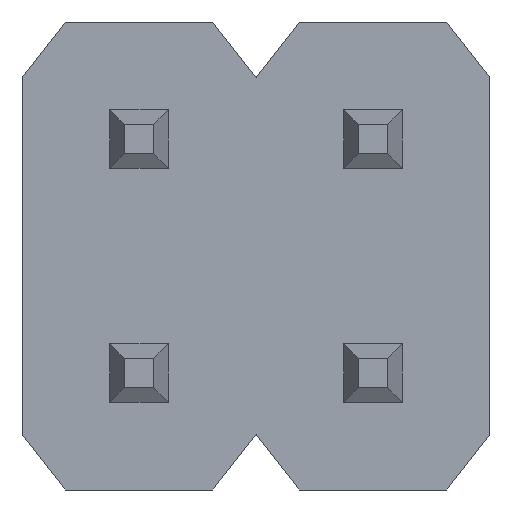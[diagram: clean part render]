
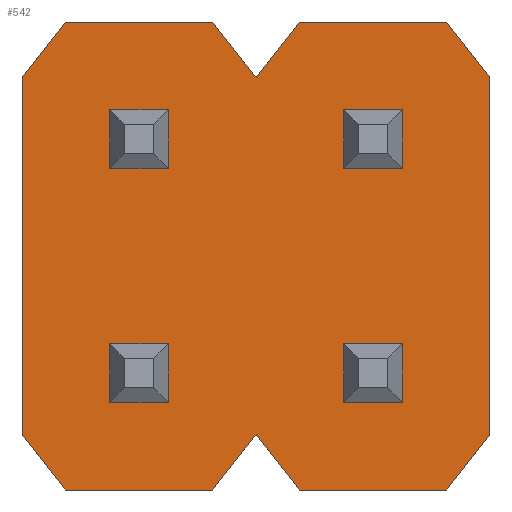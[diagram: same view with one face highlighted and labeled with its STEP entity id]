
A CAD part, front view. The second image highlights one B-rep face of the part: STEP entity #542.
In plain terms, the highlighted planar face has unit normal (0, -1, 0).
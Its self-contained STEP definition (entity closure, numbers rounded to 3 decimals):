
#538=VERTEX_POINT('',#1533);
#542=ADVANCED_FACE('',(#1538,#1539,#1540,#1541,#1542),#1543,.T.);
#562=VERTEX_POINT('',#1564);
#590=EDGE_CURVE('',#788,#1124,#1595,.T.);
#630=EDGE_CURVE('',#562,#1448,#1640,.T.);
#660=EDGE_CURVE('',#1414,#964,#1675,.T.);
#662=VERTEX_POINT('',#1677);
#670=EDGE_CURVE('',#964,#996,#1686,.T.);
#672=EDGE_CURVE('',#1236,#1120,#1688,.T.);
#676=VERTEX_POINT('',#1693);
#686=VERTEX_POINT('',#1704);
#688=EDGE_CURVE('',#1350,#1188,#1706,.T.);
#742=EDGE_CURVE('',#1242,#756,#1764,.T.);
#756=VERTEX_POINT('',#1779);
#766=EDGE_CURVE('',#1130,#1440,#1791,.T.);
#768=VERTEX_POINT('',#1793);
#788=VERTEX_POINT('',#1815);
#790=VERTEX_POINT('',#1817);
#796=EDGE_CURVE('',#538,#788,#1823,.T.);
#820=VERTEX_POINT('',#1850);
#836=EDGE_CURVE('',#1188,#1002,#1866,.T.);
#838=EDGE_CURVE('',#768,#790,#1868,.T.);
#856=EDGE_CURVE('',#756,#538,#1891,.T.);
#858=EDGE_CURVE('',#1124,#1414,#1893,.T.);
#880=EDGE_CURVE('',#940,#1214,#1915,.T.);
#882=EDGE_CURVE('',#1448,#676,#1917,.T.);
#902=EDGE_CURVE('',#676,#820,#1937,.T.);
#914=EDGE_CURVE('',#996,#1130,#1949,.T.);
#934=EDGE_CURVE('',#1190,#1236,#1971,.T.);
#940=VERTEX_POINT('',#1977);
#948=VERTEX_POINT('',#1985);
#964=VERTEX_POINT('',#2003);
#968=EDGE_CURVE('',#686,#1350,#2008,.T.);
#996=VERTEX_POINT('',#2038);
#1002=VERTEX_POINT('',#2044);
#1028=EDGE_CURVE('',#1280,#1298,#2077,.T.);
#1072=EDGE_CURVE('',#662,#1182,#2126,.T.);
#1120=VERTEX_POINT('',#2176);
#1124=VERTEX_POINT('',#2180);
#1130=VERTEX_POINT('',#2188);
#1178=EDGE_CURVE('',#820,#562,#2241,.T.);
#1182=VERTEX_POINT('',#2246);
#1188=VERTEX_POINT('',#2253);
#1190=VERTEX_POINT('',#2255);
#1198=EDGE_CURVE('',#1214,#1280,#2265,.T.);
#1204=EDGE_CURVE('',#1120,#1242,#2272,.T.);
#1214=VERTEX_POINT('',#2283);
#1236=VERTEX_POINT('',#2308);
#1242=VERTEX_POINT('',#2315);
#1254=EDGE_CURVE('',#1440,#948,#2328,.T.);
#1280=VERTEX_POINT('',#2356);
#1298=VERTEX_POINT('',#2376);
#1324=EDGE_CURVE('',#1002,#686,#2407,.T.);
#1344=EDGE_CURVE('',#948,#1190,#2429,.T.);
#1350=VERTEX_POINT('',#2436);
#1366=EDGE_CURVE('',#1182,#768,#2452,.T.);
#1414=VERTEX_POINT('',#2504);
#1440=VERTEX_POINT('',#2534);
#1442=EDGE_CURVE('',#790,#662,#2536,.T.);
#1448=VERTEX_POINT('',#2543);
#1452=EDGE_CURVE('',#1298,#940,#2547,.T.);
#1533=CARTESIAN_POINT('',(2.07,-2.5,2.54));
#1538=FACE_BOUND('',#2637,.T.);
#1539=FACE_BOUND('',#2638,.T.);
#1540=FACE_BOUND('',#2639,.T.);
#1541=FACE_BOUND('',#2640,.T.);
#1542=FACE_OUTER_BOUND('',#2641,.T.);
#1543=PLANE('',#2642);
#1564=CARTESIAN_POINT('',(-1.59,-2.5,0.95));
#1595=LINE('',#2713,#2714);
#1640=LINE('',#2786,#2787);
#1675=LINE('',#2835,#2836);
#1677=CARTESIAN_POINT('',(0.95,-2.5,0.95));
#1686=LINE('',#2852,#2853);
#1688=LINE('',#2856,#2857);
#1693=CARTESIAN_POINT('',(-0.95,-2.5,1.59));
#1704=CARTESIAN_POINT('',(-0.95,-2.5,-0.95));
#1706=LINE('',#2882,#2883);
#1764=LINE('',#2970,#2971);
#1779=CARTESIAN_POINT('',(0.47,-2.5,2.54));
#1791=LINE('',#3009,#3010);
#1793=CARTESIAN_POINT('',(1.59,-2.5,1.59));
#1815=CARTESIAN_POINT('',(2.54,-2.5,1.94));
#1817=CARTESIAN_POINT('',(1.59,-2.5,0.95));
#1823=LINE('',#3053,#3054);
#1850=CARTESIAN_POINT('',(-0.95,-2.5,0.95));
#1866=LINE('',#3116,#3117);
#1868=LINE('',#3120,#3121);
#1891=LINE('',#3155,#3156);
#1893=LINE('',#3159,#3160);
#1915=LINE('',#3193,#3194);
#1917=LINE('',#3197,#3198);
#1937=LINE('',#3227,#3228);
#1949=LINE('',#3251,#3252);
#1971=LINE('',#3285,#3286);
#1977=CARTESIAN_POINT('',(0.95,-2.5,-1.59));
#1985=CARTESIAN_POINT('',(-2.54,-2.5,-1.94));
#2003=CARTESIAN_POINT('',(0.47,-2.5,-2.54));
#2008=LINE('',#3336,#3337);
#2038=CARTESIAN_POINT('',(0.0,-2.5,-1.94));
#2044=CARTESIAN_POINT('',(-1.59,-2.5,-0.95));
#2077=LINE('',#3427,#3428);
#2126=LINE('',#3500,#3501);
#2176=CARTESIAN_POINT('',(-0.47,-2.5,2.54));
#2180=CARTESIAN_POINT('',(2.54,-2.5,-1.94));
#2188=CARTESIAN_POINT('',(-0.47,-2.5,-2.54));
#2241=LINE('',#3663,#3664);
#2246=CARTESIAN_POINT('',(0.95,-2.5,1.59));
#2253=CARTESIAN_POINT('',(-1.59,-2.5,-1.59));
#2255=CARTESIAN_POINT('',(-2.54,-2.5,1.94));
#2265=LINE('',#3689,#3690);
#2272=LINE('',#3700,#3701);
#2283=CARTESIAN_POINT('',(0.95,-2.5,-0.95));
#2308=CARTESIAN_POINT('',(-2.07,-2.5,2.54));
#2315=CARTESIAN_POINT('',(0.0,-2.5,1.94));
#2328=LINE('',#3776,#3777);
#2356=CARTESIAN_POINT('',(1.59,-2.5,-0.95));
#2376=CARTESIAN_POINT('',(1.59,-2.5,-1.59));
#2407=LINE('',#3887,#3888);
#2429=LINE('',#3923,#3924);
#2436=CARTESIAN_POINT('',(-0.95,-2.5,-1.59));
#2452=LINE('',#3958,#3959);
#2504=CARTESIAN_POINT('',(2.07,-2.5,-2.54));
#2534=CARTESIAN_POINT('',(-2.07,-2.5,-2.54));
#2536=LINE('',#4080,#4081);
#2543=CARTESIAN_POINT('',(-1.59,-2.5,1.59));
#2547=LINE('',#4095,#4096);
#2637=EDGE_LOOP('',(#4205,#4206,#4207,#4208));
#2638=EDGE_LOOP('',(#4209,#4210,#4211,#4212));
#2639=EDGE_LOOP('',(#4213,#4214,#4215,#4216));
#2640=EDGE_LOOP('',(#4217,#4218,#4219,#4220));
#2641=EDGE_LOOP('',(#4221,#4222,#4223,#4224,#4225,#4226,#4227,#4228,#4229,#4230,#4231,#4232,#4233,#4234));
#2642=AXIS2_PLACEMENT_3D('',#4235,#4236,#4237);
#2713=CARTESIAN_POINT('',(2.54,-2.5,-1.94));
#2714=VECTOR('',#4279,1.0);
#2786=CARTESIAN_POINT('',(-1.59,-2.5,0.635));
#2787=VECTOR('',#4333,1.0);
#2835=CARTESIAN_POINT('',(0.47,-2.5,-2.54));
#2836=VECTOR('',#4382,1.0);
#2852=CARTESIAN_POINT('',(0.0,-2.5,-1.94));
#2853=VECTOR('',#4393,1.0);
#2856=CARTESIAN_POINT('',(-0.47,-2.5,2.54));
#2857=VECTOR('',#4394,1.0);
#2882=CARTESIAN_POINT('',(-1.43,-2.5,-1.59));
#2883=VECTOR('',#4415,1.0);
#2970=CARTESIAN_POINT('',(0.47,-2.5,2.54));
#2971=VECTOR('',#4462,1.0);
#3009=CARTESIAN_POINT('',(-2.07,-2.5,-2.54));
#3010=VECTOR('',#4493,1.0);
#3053=CARTESIAN_POINT('',(2.54,-2.5,1.94));
#3054=VECTOR('',#4515,1.0);
#3116=CARTESIAN_POINT('',(-1.59,-2.5,-0.635));
#3117=VECTOR('',#4549,1.0);
#3120=CARTESIAN_POINT('',(1.59,-2.5,0.635));
#3121=VECTOR('',#4550,1.0);
#3155=CARTESIAN_POINT('',(2.07,-2.5,2.54));
#3156=VECTOR('',#4580,1.0);
#3159=CARTESIAN_POINT('',(2.07,-2.5,-2.54));
#3160=VECTOR('',#4581,1.0);
#3193=CARTESIAN_POINT('',(0.95,-2.5,-0.635));
#3194=VECTOR('',#4587,1.0);
#3197=CARTESIAN_POINT('',(-1.43,-2.5,1.59));
#3198=VECTOR('',#4588,1.0);
#3227=CARTESIAN_POINT('',(-0.95,-2.5,0.635));
#3228=VECTOR('',#4593,1.0);
#3251=CARTESIAN_POINT('',(-0.47,-2.5,-2.54));
#3252=VECTOR('',#4599,1.0);
#3285=CARTESIAN_POINT('',(-2.07,-2.5,2.54));
#3286=VECTOR('',#4621,1.0);
#3336=CARTESIAN_POINT('',(-0.95,-2.5,-0.635));
#3337=VECTOR('',#4652,1.0);
#3427=CARTESIAN_POINT('',(1.59,-2.5,-0.635));
#3428=VECTOR('',#4742,1.0);
#3500=CARTESIAN_POINT('',(0.95,-2.5,0.635));
#3501=VECTOR('',#4795,1.0);
#3663=CARTESIAN_POINT('',(-1.43,-2.5,0.95));
#3664=VECTOR('',#4897,1.0);
#3689=CARTESIAN_POINT('',(-0.16,-2.5,-0.95));
#3690=VECTOR('',#4940,1.0);
#3700=CARTESIAN_POINT('',(0.0,-2.5,1.94));
#3701=VECTOR('',#4950,1.0);
#3776=CARTESIAN_POINT('',(-2.54,-2.5,-1.94));
#3777=VECTOR('',#5009,1.0);
#3887=CARTESIAN_POINT('',(-1.43,-2.5,-0.95));
#3888=VECTOR('',#5099,1.0);
#3923=CARTESIAN_POINT('',(-2.54,-2.5,1.94));
#3924=VECTOR('',#5123,1.0);
#3958=CARTESIAN_POINT('',(-0.16,-2.5,1.59));
#3959=VECTOR('',#5137,1.0);
#4080=CARTESIAN_POINT('',(-0.16,-2.5,0.95));
#4081=VECTOR('',#5221,1.0);
#4095=CARTESIAN_POINT('',(-0.16,-2.5,-1.59));
#4096=VECTOR('',#5232,1.0);
#4205=ORIENTED_EDGE('',*,*,#1072,.T.);
#4206=ORIENTED_EDGE('',*,*,#1366,.T.);
#4207=ORIENTED_EDGE('',*,*,#838,.T.);
#4208=ORIENTED_EDGE('',*,*,#1442,.T.);
#4209=ORIENTED_EDGE('',*,*,#630,.T.);
#4210=ORIENTED_EDGE('',*,*,#882,.T.);
#4211=ORIENTED_EDGE('',*,*,#902,.T.);
#4212=ORIENTED_EDGE('',*,*,#1178,.T.);
#4213=ORIENTED_EDGE('',*,*,#880,.T.);
#4214=ORIENTED_EDGE('',*,*,#1198,.T.);
#4215=ORIENTED_EDGE('',*,*,#1028,.T.);
#4216=ORIENTED_EDGE('',*,*,#1452,.T.);
#4217=ORIENTED_EDGE('',*,*,#836,.T.);
#4218=ORIENTED_EDGE('',*,*,#1324,.T.);
#4219=ORIENTED_EDGE('',*,*,#968,.T.);
#4220=ORIENTED_EDGE('',*,*,#688,.T.);
#4221=ORIENTED_EDGE('',*,*,#1204,.F.);
#4222=ORIENTED_EDGE('',*,*,#672,.F.);
#4223=ORIENTED_EDGE('',*,*,#934,.F.);
#4224=ORIENTED_EDGE('',*,*,#1344,.F.);
#4225=ORIENTED_EDGE('',*,*,#1254,.F.);
#4226=ORIENTED_EDGE('',*,*,#766,.F.);
#4227=ORIENTED_EDGE('',*,*,#914,.F.);
#4228=ORIENTED_EDGE('',*,*,#670,.F.);
#4229=ORIENTED_EDGE('',*,*,#660,.F.);
#4230=ORIENTED_EDGE('',*,*,#858,.F.);
#4231=ORIENTED_EDGE('',*,*,#590,.F.);
#4232=ORIENTED_EDGE('',*,*,#796,.F.);
#4233=ORIENTED_EDGE('',*,*,#856,.F.);
#4234=ORIENTED_EDGE('',*,*,#742,.F.);
#4235=CARTESIAN_POINT('',(-1.27,-2.5,0.));
#4236=DIRECTION('',(0.0,-1.0,0.));
#4237=DIRECTION('',(1.0,0.0,0.0));
#4279=DIRECTION('',(0.0,0.,-1.0));
#4333=DIRECTION('',(0.0,0.,1.0));
#4382=DIRECTION('',(-1.0,0.0,0.0));
#4393=DIRECTION('',(-0.617,0.,0.787));
#4394=DIRECTION('',(1.0,0.0,0.0));
#4415=DIRECTION('',(-1.0,0.0,0.0));
#4462=DIRECTION('',(0.617,0.,0.787));
#4493=DIRECTION('',(-1.0,0.0,0.0));
#4515=DIRECTION('',(0.617,0.,-0.787));
#4549=DIRECTION('',(0.0,0.,1.0));
#4550=DIRECTION('',(0.0,0.,-1.0));
#4580=DIRECTION('',(1.0,0.0,0.0));
#4581=DIRECTION('',(-0.617,0.,-0.787));
#4587=DIRECTION('',(0.0,0.,1.0));
#4588=DIRECTION('',(1.0,0.,0.));
#4593=DIRECTION('',(0.0,0.,-1.0));
#4599=DIRECTION('',(-0.617,0.,-0.787));
#4621=DIRECTION('',(0.617,0.,0.787));
#4652=DIRECTION('',(0.0,0.,-1.0));
#4742=DIRECTION('',(0.0,0.,-1.0));
#4795=DIRECTION('',(0.0,0.,1.0));
#4897=DIRECTION('',(-1.0,0.0,0.0));
#4940=DIRECTION('',(1.0,0.,0.));
#4950=DIRECTION('',(0.617,0.,-0.787));
#5009=DIRECTION('',(-0.617,0.,0.787));
#5099=DIRECTION('',(1.0,0.,0.));
#5123=DIRECTION('',(0.0,0.,1.0));
#5137=DIRECTION('',(1.0,0.,0.));
#5221=DIRECTION('',(-1.0,0.0,0.0));
#5232=DIRECTION('',(-1.0,0.0,0.0));
